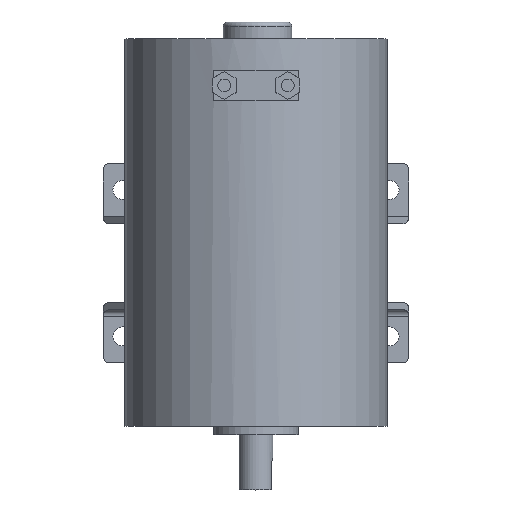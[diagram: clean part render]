
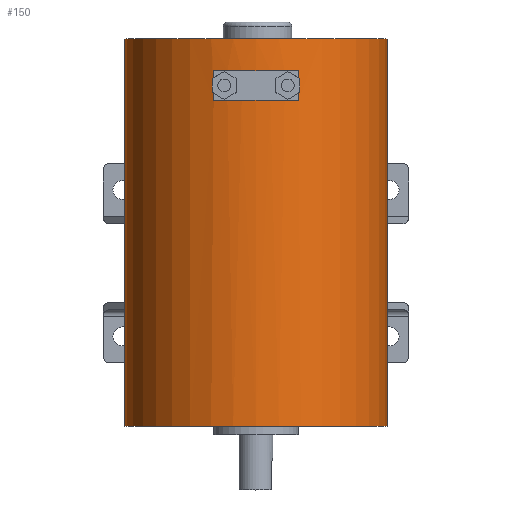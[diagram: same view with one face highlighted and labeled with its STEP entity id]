
A CAD part, top view. The second image highlights one B-rep face of the part: STEP entity #150.
In plain terms, the highlighted cylindrical face has radius 61.75 mm (diameter 123.5 mm), a full revolution.
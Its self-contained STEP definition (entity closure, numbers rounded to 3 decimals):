
#150 = ADVANCED_FACE( '', ( #408, #409, #410, #411 ), #412, .T. );
#408 = FACE_BOUND( '', #800, .T. );
#409 = FACE_BOUND( '', #801, .T. );
#410 = FACE_OUTER_BOUND( '', #802, .T. );
#411 = FACE_OUTER_BOUND( '', #803, .T. );
#412 = CYLINDRICAL_SURFACE( '', #804, 61.75 );
#800 = EDGE_LOOP( '', ( #1203, #1204, #1205, #1206 ) );
#801 = EDGE_LOOP( '', ( #1207, #1208, #1209, #1210, #1211, #1212 ) );
#802 = EDGE_LOOP( '', ( #1213 ) );
#803 = EDGE_LOOP( '', ( #1214 ) );
#804 = AXIS2_PLACEMENT_3D( '', #1215, #1216, #1217 );
#1203 = ORIENTED_EDGE( '', *, *, #2233, .T. );
#1204 = ORIENTED_EDGE( '', *, *, #2234, .T. );
#1205 = ORIENTED_EDGE( '', *, *, #2235, .T. );
#1206 = ORIENTED_EDGE( '', *, *, #2236, .T. );
#1207 = ORIENTED_EDGE( '', *, *, #2237, .T. );
#1208 = ORIENTED_EDGE( '', *, *, #2215, .T. );
#1209 = ORIENTED_EDGE( '', *, *, #2238, .T. );
#1210 = ORIENTED_EDGE( '', *, *, #2239, .T. );
#1211 = ORIENTED_EDGE( '', *, *, #2240, .T. );
#1212 = ORIENTED_EDGE( '', *, *, #2241, .T. );
#1213 = ORIENTED_EDGE( '', *, *, #2242, .F. );
#1214 = ORIENTED_EDGE( '', *, *, #2243, .T. );
#1215 = CARTESIAN_POINT( '', ( 0., -182.5, 0. ) );
#1216 = DIRECTION( '', ( 0., -1., 0. ) );
#1217 = DIRECTION( '', ( 0., 0., 1. ) );
#2215 = EDGE_CURVE( '', #2618, #2619, #2620, .F. );
#2233 = EDGE_CURVE( '', #2650, #2651, #2652, .T. );
#2234 = EDGE_CURVE( '', #2651, #2653, #2654, .F. );
#2235 = EDGE_CURVE( '', #2653, #2655, #2656, .F. );
#2236 = EDGE_CURVE( '', #2655, #2650, #2657, .F. );
#2237 = EDGE_CURVE( '', #2658, #2618, #2659, .F. );
#2238 = EDGE_CURVE( '', #2619, #2660, #2661, .T. );
#2239 = EDGE_CURVE( '', #2660, #2662, #2663, .F. );
#2240 = EDGE_CURVE( '', #2662, #2664, #2665, .F. );
#2241 = EDGE_CURVE( '', #2664, #2658, #2666, .F. );
#2242 = EDGE_CURVE( '', #2667, #2667, #2668, .T. );
#2243 = EDGE_CURVE( '', #2669, #2669, #2670, .T. );
#2618 = VERTEX_POINT( '', #3213 );
#2619 = VERTEX_POINT( '', #3214 );
#2620 = CIRCLE( '', #3215, 61.75 );
#2650 = VERTEX_POINT( '', #3290 );
#2651 = VERTEX_POINT( '', #3291 );
#2652 = LINE( '', #3292, #3293 );
#2653 = VERTEX_POINT( '', #3294 );
#2654 = CIRCLE( '', #3295, 61.75 );
#2655 = VERTEX_POINT( '', #3296 );
#2656 = LINE( '', #3297, #3298 );
#2657 = CIRCLE( '', #3299, 61.75 );
#2658 = VERTEX_POINT( '', #3300 );
#2659 = CIRCLE( '', #3301, 61.75 );
#2660 = VERTEX_POINT( '', #3302 );
#2661 = LINE( '', #3303, #3304 );
#2662 = VERTEX_POINT( '', #3305 );
#2663 = CIRCLE( '', #3306, 61.75 );
#2664 = VERTEX_POINT( '', #3307 );
#2665 = CIRCLE( '', #3308, 61.75 );
#2666 = LINE( '', #3309, #3310 );
#2667 = VERTEX_POINT( '', #3311 );
#2668 = CIRCLE( '', #3312, 61.75 );
#2669 = VERTEX_POINT( '', #3313 );
#2670 = CIRCLE( '', #3314, 61.75 );
#3213 = CARTESIAN_POINT( '', ( 0., -29., 61.75 ) );
#3214 = CARTESIAN_POINT( '', ( -20., -29., 58.421 ) );
#3215 = AXIS2_PLACEMENT_3D( '', #4162, #4163, #4164 );
#3290 = CARTESIAN_POINT( '', ( 42.285, -127.5, -45. ) );
#3291 = CARTESIAN_POINT( '', ( 42.285, -83.5, -45. ) );
#3292 = CARTESIAN_POINT( '', ( 42.285, -182.5, -45. ) );
#3293 = VECTOR( '', #4184, 1000. );
#3294 = CARTESIAN_POINT( '', ( -42.285, -83.5, -45. ) );
#3295 = AXIS2_PLACEMENT_3D( '', #4185, #4186, #4187 );
#3296 = CARTESIAN_POINT( '', ( -42.285, -127.5, -45. ) );
#3297 = CARTESIAN_POINT( '', ( -42.285, -182.5, -45. ) );
#3298 = VECTOR( '', #4188, 1000. );
#3299 = AXIS2_PLACEMENT_3D( '', #4189, #4190, #4191 );
#3300 = CARTESIAN_POINT( '', ( 20., -29., 58.421 ) );
#3301 = AXIS2_PLACEMENT_3D( '', #4192, #4193, #4194 );
#3302 = CARTESIAN_POINT( '', ( -20., -15., 58.421 ) );
#3303 = CARTESIAN_POINT( '', ( -20., -182.5, 58.421 ) );
#3304 = VECTOR( '', #4195, 1000. );
#3305 = CARTESIAN_POINT( '', ( 0., -15., 61.75 ) );
#3306 = AXIS2_PLACEMENT_3D( '', #4196, #4197, #4198 );
#3307 = CARTESIAN_POINT( '', ( 20., -15., 58.421 ) );
#3308 = AXIS2_PLACEMENT_3D( '', #4199, #4200, #4201 );
#3309 = CARTESIAN_POINT( '', ( 20., -182.5, 58.421 ) );
#3310 = VECTOR( '', #4202, 1000. );
#3311 = CARTESIAN_POINT( '', ( 61.75, 0., 0. ) );
#3312 = AXIS2_PLACEMENT_3D( '', #4203, #4204, #4205 );
#3313 = CARTESIAN_POINT( '', ( 61.75, -182.5, 0. ) );
#3314 = AXIS2_PLACEMENT_3D( '', #4206, #4207, #4208 );
#4162 = CARTESIAN_POINT( '', ( 0., -29., 0. ) );
#4163 = DIRECTION( '', ( 0., 1., 0. ) );
#4164 = DIRECTION( '', ( 0., 0., 1. ) );
#4184 = DIRECTION( '', ( 0., 1., 0. ) );
#4185 = CARTESIAN_POINT( '', ( 0., -83.5, 0. ) );
#4186 = DIRECTION( '', ( 0., -1., 0. ) );
#4187 = DIRECTION( '', ( 0., 0., -1. ) );
#4188 = DIRECTION( '', ( 0., 1., 0. ) );
#4189 = CARTESIAN_POINT( '', ( 0., -127.5, 0. ) );
#4190 = DIRECTION( '', ( 0., 1., 0. ) );
#4191 = DIRECTION( '', ( 0., 0., 1. ) );
#4192 = CARTESIAN_POINT( '', ( 0., -29., 0. ) );
#4193 = DIRECTION( '', ( 0., 1., 0. ) );
#4194 = DIRECTION( '', ( 0., 0., 1. ) );
#4195 = DIRECTION( '', ( 0., 1., 0. ) );
#4196 = CARTESIAN_POINT( '', ( 0., -15., 0. ) );
#4197 = DIRECTION( '', ( 0., -1., 0. ) );
#4198 = DIRECTION( '', ( 0., 0., -1. ) );
#4199 = CARTESIAN_POINT( '', ( 0., -15., 0. ) );
#4200 = DIRECTION( '', ( 0., -1., 0. ) );
#4201 = DIRECTION( '', ( 0., 0., -1. ) );
#4202 = DIRECTION( '', ( 0., 1., 0. ) );
#4203 = CARTESIAN_POINT( '', ( 0., 0., 0. ) );
#4204 = DIRECTION( '', ( 0., 1., 0. ) );
#4205 = DIRECTION( '', ( 1., 0., 0. ) );
#4206 = CARTESIAN_POINT( '', ( 0., -182.5, 0. ) );
#4207 = DIRECTION( '', ( 0., 1., 0. ) );
#4208 = DIRECTION( '', ( 1., 0., 0. ) );
